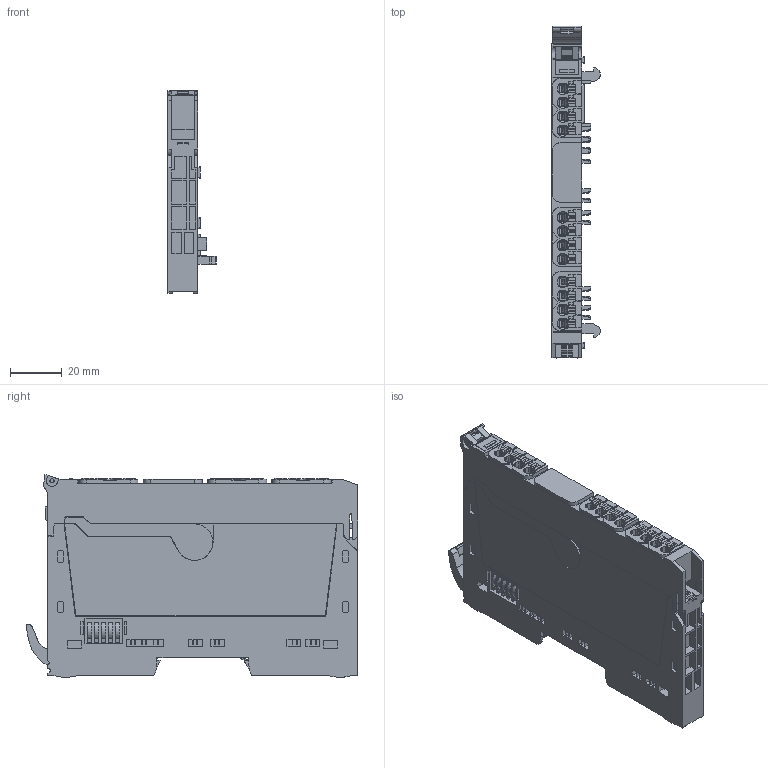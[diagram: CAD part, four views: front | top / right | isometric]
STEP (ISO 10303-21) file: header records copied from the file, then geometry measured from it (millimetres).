
FILE_DESCRIPTION(('CATIA V5 STEP Exchange','CAx-IF Rec.Pracs.--- Model Styling and Organization---1.5--- 2016-08-15','CAx-IF Rec.Pracs.---Supplemental Geometry---1.0---2011-11-01','CAx-IF Rec.Pracs.--- Composite Materials ---1.1---2010-07-15'),'2;1');
FILE_NAME ('D1666823_0', '2025-07-23T06:05:01+00:00', ('none'), ('Weidmueller'), 'CATIA Version 5-6 Release 2024 SP4', 'CATIA V5 STEP AP214 v3', 'none');
FILE_SCHEMA(('AUTOMOTIVE_DESIGN { 1 0 10303 214 1 1 1 1 }'));
Products named in the file (1): S3D_UR20_PK_PG-WT-WT-WT-WT_NC_PG-WT-WT-WT-WT_PG_WT-WT-RD-BL_Safety
Bounding box: 18.5 x 127.88 x 78.03 mm (x, y, z)
Volume: 97354.3 mm3; surface area: 29505.3 mm2
Topology: 1 solids, 1 shells, 1941 faces, 5549 edges, 3693 vertices
Faces by surface type: plane 1645, cylinder 288, extrusion 8
Entity records: 63150 total; most frequent: CARTESIAN_POINT 13091, ORIENTED_EDGE 11098, DIRECTION 8054, EDGE_CURVE 5549, VECTOR 4776, LINE 4768, VERTEX_POINT 3693, EDGE_LOOP 2040
